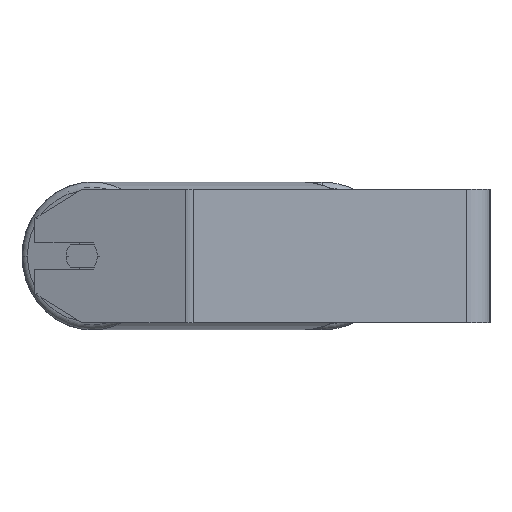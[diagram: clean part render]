
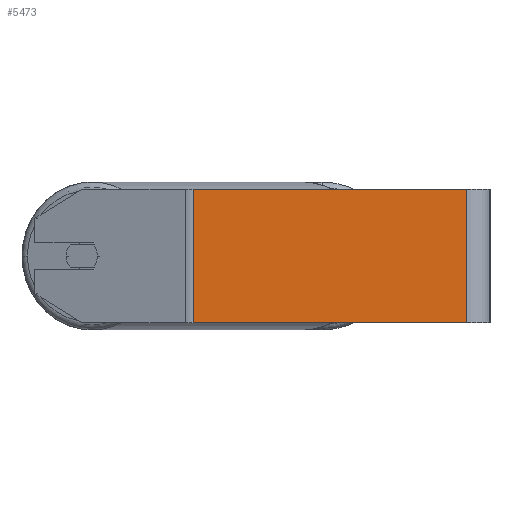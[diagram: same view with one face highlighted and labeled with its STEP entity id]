
A CAD part, left-side view. The second image highlights one B-rep face of the part: STEP entity #5473.
In plain terms, the highlighted planar face has unit normal (-1, 0, 0).
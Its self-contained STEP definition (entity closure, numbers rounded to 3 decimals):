
#99 = ORIENTED_EDGE ( 'NONE', *, *, #4132, .F. ) ;
#153 = EDGE_CURVE ( 'NONE', #6702, #7969, #4399, .T. ) ;
#459 = CARTESIAN_POINT ( 'NONE',  ( -620., 181.052, -40. ) ) ;
#989 = LINE ( 'NONE', #8412, #1805 ) ;
#1180 = ORIENTED_EDGE ( 'NONE', *, *, #6993, .T. ) ;
#1206 = VECTOR ( 'NONE', #8374, 1000. ) ;
#1378 = CARTESIAN_POINT ( 'NONE',  ( -620., 178.583, 40. ) ) ;
#1805 = VECTOR ( 'NONE', #4265, 1000. ) ;
#2680 = DIRECTION ( 'NONE',  ( 0., 0., -1. ) ) ;
#2903 = CARTESIAN_POINT ( 'NONE',  ( -620., 14., -40. ) ) ;
#2982 = LINE ( 'NONE', #8458, #4938 ) ;
#3022 = DIRECTION ( 'NONE',  ( 0., -1., 0. ) ) ;
#3681 = VECTOR ( 'NONE', #5446, 1000. ) ;
#4132 = EDGE_CURVE ( 'NONE', #8584, #7969, #989, .T. ) ;
#4265 = DIRECTION ( 'NONE',  ( 0., 0., -1. ) ) ;
#4399 = LINE ( 'NONE', #459, #1206 ) ;
#4449 = EDGE_LOOP ( 'NONE', ( #8022, #99, #5030, #1180 ) ) ;
#4588 = PLANE ( 'NONE',  #4650 ) ;
#4650 = AXIS2_PLACEMENT_3D ( 'NONE', #8732, #8118, #2680 ) ;
#4938 = VECTOR ( 'NONE', #3022, 1000. ) ;
#5030 = ORIENTED_EDGE ( 'NONE', *, *, #5575, .F. ) ;
#5280 = LINE ( 'NONE', #1378, #3681 ) ;
#5288 = FACE_OUTER_BOUND ( 'NONE', #4449, .T. ) ;
#5446 = DIRECTION ( 'NONE',  ( 0., 0., -1. ) ) ;
#5473 = ADVANCED_FACE ( 'NONE', ( #5288 ), #4588, .F. ) ;
#5575 = EDGE_CURVE ( 'NONE', #8742, #8584, #2982, .T. ) ;
#6169 = CARTESIAN_POINT ( 'NONE',  ( -620., 178.583, -40. ) ) ;
#6702 = VERTEX_POINT ( 'NONE', #6169 ) ;
#6993 = EDGE_CURVE ( 'NONE', #8742, #6702, #5280, .T. ) ;
#7153 = CARTESIAN_POINT ( 'NONE',  ( -620., 178.583, 40. ) ) ;
#7969 = VERTEX_POINT ( 'NONE', #2903 ) ;
#8022 = ORIENTED_EDGE ( 'NONE', *, *, #153, .T. ) ;
#8118 = DIRECTION ( 'NONE',  ( 1., 0., 0. ) ) ;
#8361 = CARTESIAN_POINT ( 'NONE',  ( -620., 14., 40. ) ) ;
#8374 = DIRECTION ( 'NONE',  ( 0., -1., 0. ) ) ;
#8412 = CARTESIAN_POINT ( 'NONE',  ( -620., 14., 40. ) ) ;
#8458 = CARTESIAN_POINT ( 'NONE',  ( -620., 181.052, 40. ) ) ;
#8584 = VERTEX_POINT ( 'NONE', #8361 ) ;
#8732 = CARTESIAN_POINT ( 'NONE',  ( -620., 181.052, 40. ) ) ;
#8742 = VERTEX_POINT ( 'NONE', #7153 ) ;
